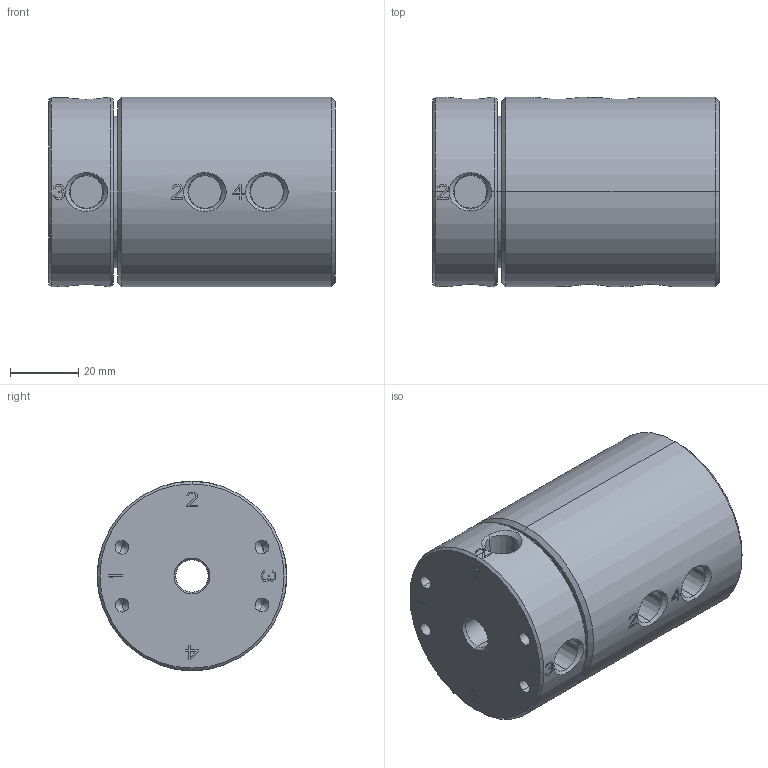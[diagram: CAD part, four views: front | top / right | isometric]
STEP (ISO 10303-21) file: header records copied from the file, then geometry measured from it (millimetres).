
FILE_DESCRIPTION((''),'2;1');
FILE_NAME('ILCP3244201','2023-02-18T07:56:42',('Jweaver'),(''),'CREO PARAMETRIC BY PTC INC, 2021164','CREO PARAMETRIC BY PTC INC, 2021164','');
FILE_SCHEMA(('AUTOMOTIVE_DESIGN { 1 0 10303 214 1 1 1 1 }'));
Length unit declared in the file: inch
Products named in the file (1): ILCP3244201
Bounding box: 84.18 x 55.55 x 55.55 mm (x, y, z)
Volume: 185016.1 mm3; surface area: 27475.7 mm2
Topology: 1 solids, 1 shells, 462 faces, 1242 edges, 798 vertices
Faces by surface type: plane 346, cone 62, cylinder 50, torus 4
Entity records: 14860 total; most frequent: CARTESIAN_POINT 3077, ORIENTED_EDGE 2452, DIRECTION 2218, EDGE_CURVE 1226, VECTOR 917, LINE 917, VERTEX_POINT 798, AXIS2_PLACEMENT_3D 649
